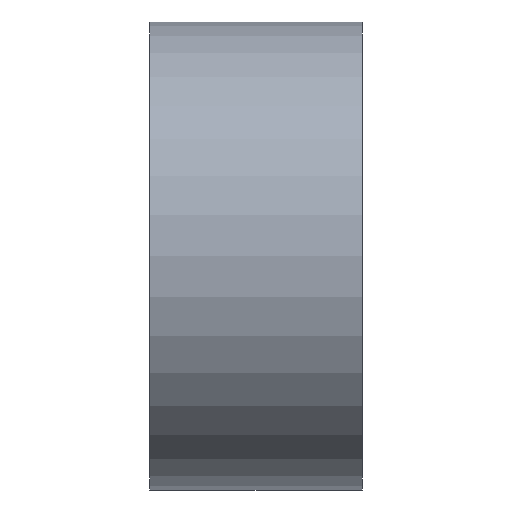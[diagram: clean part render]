
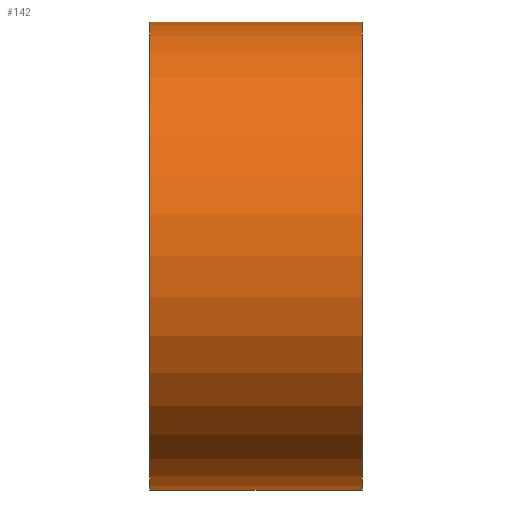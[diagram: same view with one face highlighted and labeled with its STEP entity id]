
A CAD part, left-side view. The second image highlights one B-rep face of the part: STEP entity #142.
In plain terms, the highlighted cylindrical face has radius 28 mm (diameter 56 mm), a partial arc.
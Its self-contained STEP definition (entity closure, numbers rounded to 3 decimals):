
#1 = CIRCLE ( 'NONE', #85, 28. ) ;
#9 = CARTESIAN_POINT ( 'NONE',  ( 0., 161.376, -28. ) ) ;
#11 = ORIENTED_EDGE ( 'NONE', *, *, #105, .F. ) ;
#21 = DIRECTION ( 'NONE',  ( 0., 0., 1. ) ) ;
#25 = DIRECTION ( 'NONE',  ( 0., 1., 0. ) ) ;
#28 = CARTESIAN_POINT ( 'NONE',  ( 0., 25.4, -28. ) ) ;
#44 = ORIENTED_EDGE ( 'NONE', *, *, #112, .T. ) ;
#45 = DIRECTION ( 'NONE',  ( 0., 1., 0. ) ) ;
#48 = CIRCLE ( 'NONE', #161, 28. ) ;
#55 = VECTOR ( 'NONE', #201, 1000. ) ;
#56 = VERTEX_POINT ( 'NONE', #57 ) ;
#57 = CARTESIAN_POINT ( 'NONE',  ( 0., 0., -28. ) ) ;
#64 = VECTOR ( 'NONE', #25, 1000. ) ;
#73 = AXIS2_PLACEMENT_3D ( 'NONE', #240, #185, #149 ) ;
#83 = CARTESIAN_POINT ( 'NONE',  ( 0., 25.4, 0. ) ) ;
#85 = AXIS2_PLACEMENT_3D ( 'NONE', #83, #109, #125 ) ;
#86 = LINE ( 'NONE', #9, #64 ) ;
#89 = ORIENTED_EDGE ( 'NONE', *, *, #134, .T. ) ;
#105 = EDGE_CURVE ( 'NONE', #56, #158, #86, .T. ) ;
#109 = DIRECTION ( 'NONE',  ( 0., 1., 0. ) ) ;
#112 = EDGE_CURVE ( 'NONE', #56, #225, #48, .T. ) ;
#125 = DIRECTION ( 'NONE',  ( 0., 0., 1. ) ) ;
#127 = CYLINDRICAL_SURFACE ( 'NONE', #73, 28. ) ;
#134 = EDGE_CURVE ( 'NONE', #225, #177, #137, .T. ) ;
#137 = LINE ( 'NONE', #214, #55 ) ;
#142 = ADVANCED_FACE ( 'NONE', ( #212 ), #127, .T. ) ;
#144 = CARTESIAN_POINT ( 'NONE',  ( 0., 0., 0. ) ) ;
#149 = DIRECTION ( 'NONE',  ( 0., 0., 1. ) ) ;
#158 = VERTEX_POINT ( 'NONE', #28 ) ;
#161 = AXIS2_PLACEMENT_3D ( 'NONE', #144, #45, #21 ) ;
#177 = VERTEX_POINT ( 'NONE', #188 ) ;
#183 = CARTESIAN_POINT ( 'NONE',  ( 0., 0., 28. ) ) ;
#185 = DIRECTION ( 'NONE',  ( 0., 1., 0. ) ) ;
#188 = CARTESIAN_POINT ( 'NONE',  ( 0., 25.4, 28. ) ) ;
#192 = ORIENTED_EDGE ( 'NONE', *, *, #230, .F. ) ;
#201 = DIRECTION ( 'NONE',  ( 0., 1., 0. ) ) ;
#207 = EDGE_LOOP ( 'NONE', ( #11, #44, #89, #192 ) ) ;
#212 = FACE_OUTER_BOUND ( 'NONE', #207, .T. ) ;
#214 = CARTESIAN_POINT ( 'NONE',  ( 0., 161.376, 28. ) ) ;
#225 = VERTEX_POINT ( 'NONE', #183 ) ;
#230 = EDGE_CURVE ( 'NONE', #158, #177, #1, .T. ) ;
#240 = CARTESIAN_POINT ( 'NONE',  ( 0., 161.376, 0. ) ) ;
